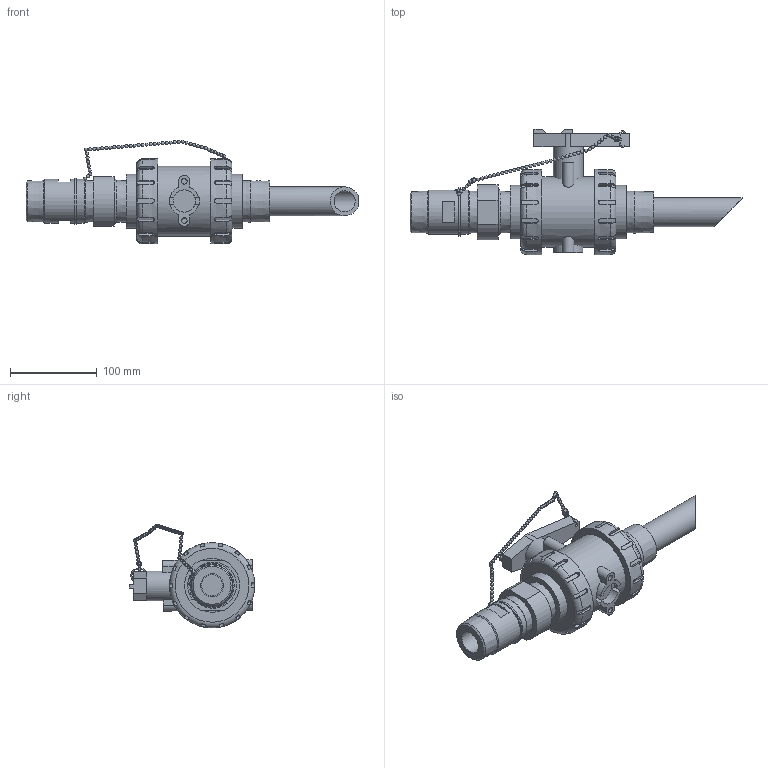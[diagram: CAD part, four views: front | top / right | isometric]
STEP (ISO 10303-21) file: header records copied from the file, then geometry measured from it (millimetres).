
FILE_DESCRIPTION(/* description */ (''),/* implementation_level */ '2;1');
FILE_NAME(/* name */ 'CS-15A15A-4IA-BBBV_R0.stp',/* time_stamp */ '2024-11-07T08:58:52-05:00',/* author */ ('SalesDesk5'),/* organization */ (''),/* preprocessor_version */ 'ST-DEVELOPER v20',/* originating_system */ 'Autodesk Inventor 2025',/* authorisation */ '');
FILE_SCHEMA (('CONFIG_CONTROL_DESIGN'));
Length unit declared in the file: inch
Products named in the file (1): Part2
Bounding box: 382.32 x 144.35 x 119.56 mm (x, y, z)
Volume: 1060478.7 mm3; surface area: 191504.7 mm2
Topology: 19 solids, 19 shells, 428 faces, 1122 edges, 741 vertices
Faces by surface type: plane 211, cylinder 137, sphere 63, cone 12, torus 5
Full cylindrical faces by diameter (mm): 0.9 x54, 2.5 x2, 3.302 x1, 3.8 x2, 4 x2, 6.5 x4, 24.308 x1, 25.651 x1, 26.645 x1, 33.401 x1, 34.201 x1, 34.722 x2, 38.1 x2, 45.72 x1, 48.26 x3, 50.8 x2, 61.999 x2, 81.1 x1, 98.1 x2
Entity records: 15113 total; most frequent: CARTESIAN_POINT 3813, DIRECTION 2353, ORIENTED_EDGE 2226, EDGE_CURVE 1113, AXIS2_PLACEMENT_3D 939, VERTEX_POINT 741, CIRCLE 507, LINE 475
